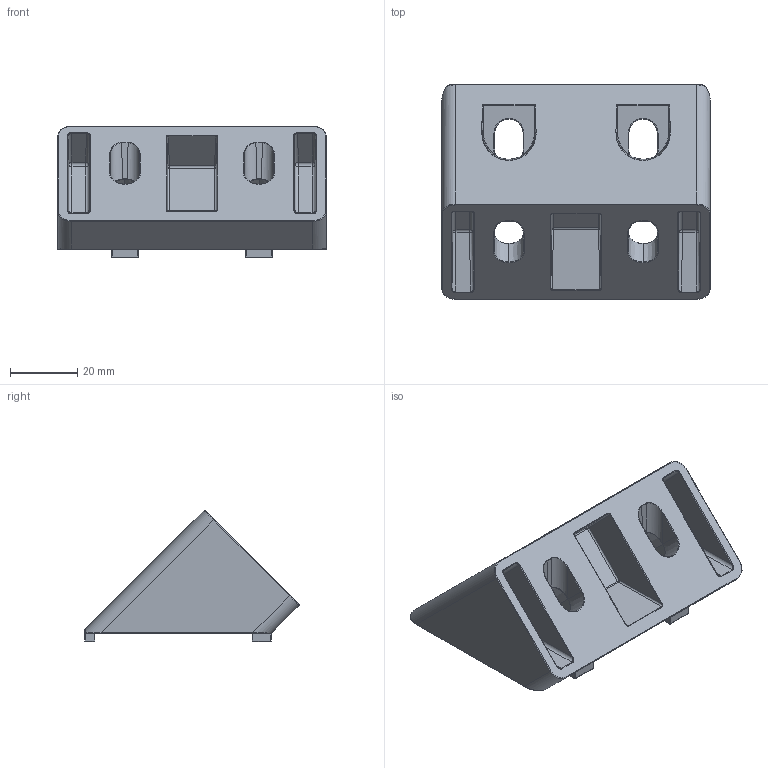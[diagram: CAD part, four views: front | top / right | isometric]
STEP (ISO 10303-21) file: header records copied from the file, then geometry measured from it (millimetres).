
FILE_DESCRIPTION (( 'STEP AP214' ), '1' );
FILE_NAME ('FIXE08E1480-Equerre de renfort 8 80x40-45°, horizontal.step', '2023-03-24T10:04:02', ( 'Altae' ), ( '' ), 'SwSTEP 2.0', 'SolidWorks 2021', '' );
FILE_SCHEMA (( 'AUTOMOTIVE_DESIGN' ));
Length unit declared in the file: millimetre
Products named in the file (1): FIXE08E1480-Equerre de renfort 8 80x40-45°, horizontal
Bounding box: 80 x 63.97 x 39.19 mm (x, y, z)
Volume: 62985.4 mm3; surface area: 23654.8 mm2
Topology: 1 solids, 1 shells, 424 faces, 986 edges, 547 vertices
Faces by surface type: cylinder 169, bspline 101, plane 75, sphere 37, torus 26, cone 16
Entity records: 14270 total; most frequent: CARTESIAN_POINT 5452, ORIENTED_EDGE 1916, DIRECTION 1746, EDGE_CURVE 958, AXIS2_PLACEMENT_3D 676, VERTEX_POINT 540, EDGE_LOOP 436, FACE_OUTER_BOUND 424
